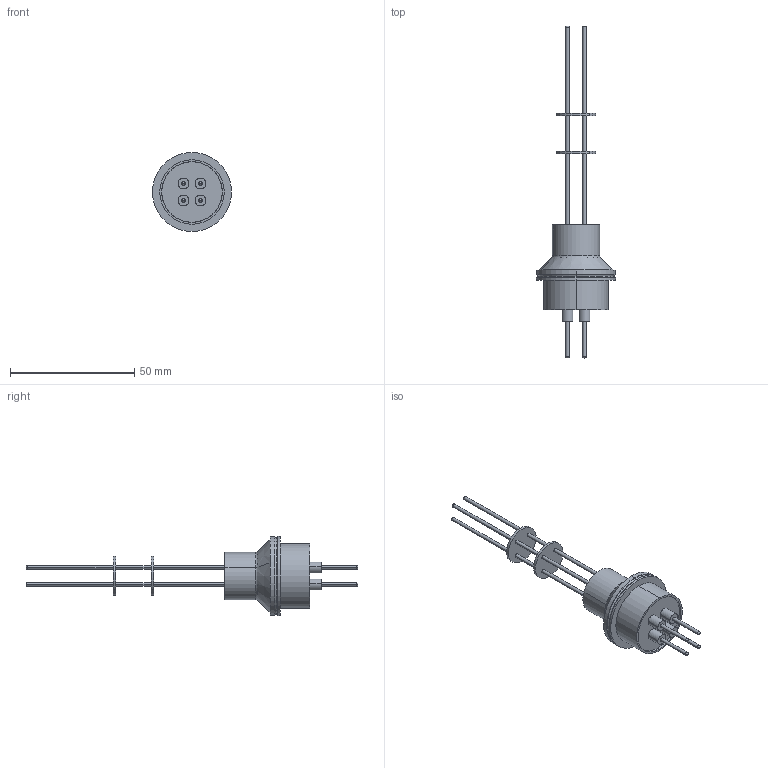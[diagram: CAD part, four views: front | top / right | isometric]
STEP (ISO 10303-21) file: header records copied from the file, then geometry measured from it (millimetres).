
FILE_DESCRIPTION (( 'STEP AP203' ), '1' );
FILE_NAME ('A0421-1-W.STEP', '2013-04-08T19:59:07', ( '' ), ( '' ), 'SwSTEP 2.0', 'SolidWorks 2012', '' );
FILE_SCHEMA (( 'CONFIG_CONTROL_DESIGN' ));
Length unit declared in the file: inch
Products named in the file (1): A0421-1-W
Bounding box: 31.75 x 133.35 x 31.75 mm (x, y, z)
Volume: 5586.7 mm3; surface area: 10715.1 mm2
Topology: 1 solids, 5 shells, 173 faces, 356 edges, 222 vertices
Faces by surface type: cylinder 86, plane 39, torus 28, cone 20
Entity records: 4763 total; most frequent: DIRECTION 954, CARTESIAN_POINT 752, ORIENTED_EDGE 712, AXIS2_PLACEMENT_3D 424, EDGE_CURVE 356, CIRCLE 250, EDGE_LOOP 222, VERTEX_POINT 222
